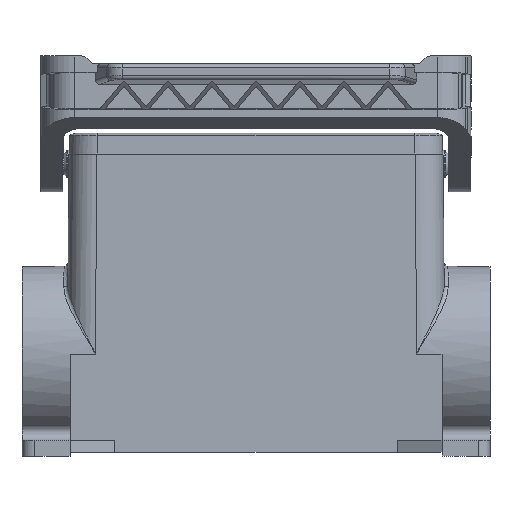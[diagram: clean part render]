
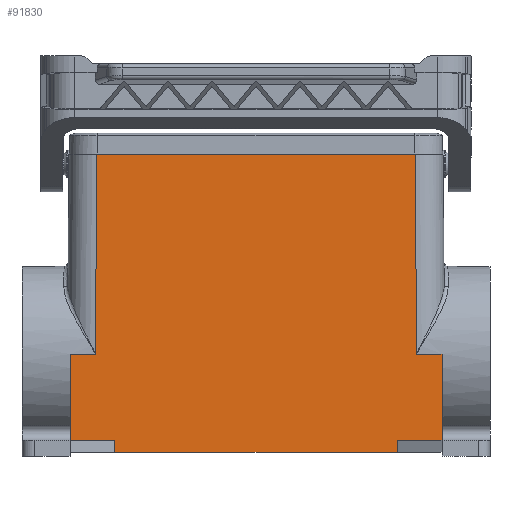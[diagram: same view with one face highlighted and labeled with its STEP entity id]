
A CAD part, front view. The second image highlights one B-rep face of the part: STEP entity #91830.
In plain terms, the highlighted face is planar.
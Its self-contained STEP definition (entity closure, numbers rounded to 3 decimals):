
#21760=CARTESIAN_POINT('',(33.818,61.705,74.5));
#21770=VERTEX_POINT('',#21760);
#21800=CARTESIAN_POINT('',(0.,61.705,74.5));
#21810=DIRECTION('',(-1.,0.,0.));
#21820=VECTOR('',#21810,1.);
#21830=LINE('',#21800,#21820);
#21840=CARTESIAN_POINT('',(113.319,61.705,74.5));
#21850=VERTEX_POINT('',#21840);
#21860=EDGE_CURVE('',#21850,#21770,#21830,.T.);
#22860=CARTESIAN_POINT('',(33.384,62.14,
24.691));
#22870=VERTEX_POINT('',#22860);
#25800=CARTESIAN_POINT('',(33.169,62.355,
0.061));
#25810=DIRECTION('',(0.009,-0.009,
1.));
#25820=VECTOR('',#25810,1.);
#25830=LINE('',#25800,#25820);
#25840=CARTESIAN_POINT('',(33.382,62.141,24.5));
#25850=VERTEX_POINT('',#25840);
#25860=EDGE_CURVE('',#25850,#22870,#25830,.T.);
#43800=EDGE_CURVE('',#22870,#21770,#25830,.T.);
#48570=CARTESIAN_POINT('',(38.067,62.355,0.));
#48580=DIRECTION('',(-0.015,0.009,
-1.));
#48590=VECTOR('',#48580,1.);
#48600=LINE('',#48570,#48590);
#48610=CARTESIAN_POINT('',(38.112,62.329,3.));
#48620=VERTEX_POINT('',#48610);
#48630=CARTESIAN_POINT('',(38.067,62.355,
0.));
#48640=VERTEX_POINT('',#48630);
#48650=EDGE_CURVE('',#48620,#48640,#48600,.T.);
#55390=CARTESIAN_POINT('',(0.,62.141,24.5));
#55400=DIRECTION('',(-1.,-0.,0.));
#55410=VECTOR('',#55400,1.);
#55420=LINE('',#55390,#55410);
#55430=CARTESIAN_POINT('',(27.069,62.141,24.5));
#55440=VERTEX_POINT('',#55430);
#55450=EDGE_CURVE('',#25850,#55440,#55420,.T.);
#55840=CARTESIAN_POINT('',(0.,62.329,3.));
#55850=DIRECTION('',(1.,0.,0.));
#55860=VECTOR('',#55850,1.);
#55870=LINE('',#55840,#55860);
#55880=CARTESIAN_POINT('',(27.069,62.329,3.));
#55890=VERTEX_POINT('',#55880);
#55900=EDGE_CURVE('',#55890,#48620,#55870,.T.);
#58860=CARTESIAN_POINT('',(27.069,62.355,0.));
#58870=DIRECTION('',(-0.,0.009,-1.));
#58880=VECTOR('',#58870,1.);
#58890=LINE('',#58860,#58880);
#58900=EDGE_CURVE('',#55440,#55890,#58890,.T.);
#90820=CARTESIAN_POINT('',(113.755,62.141,24.5));
#90830=VERTEX_POINT('',#90820);
#91080=CARTESIAN_POINT('',(113.754,62.14,
24.691));
#91090=VERTEX_POINT('',#91080);
#91120=CARTESIAN_POINT('',(113.968,62.355,
0.061));
#91130=DIRECTION('',(-0.009,-0.009,
1.));
#91140=VECTOR('',#91130,1.);
#91150=LINE('',#91120,#91140);
#91160=EDGE_CURVE('',#90830,#91090,#91150,.T.);
#91280=CARTESIAN_POINT('',(120.319,62.355,
0.003));
#91290=DIRECTION('',(-0.,-1.,-0.009));
#91300=DIRECTION('',(-1.,0.,0.));
#91310=AXIS2_PLACEMENT_3D('',#91280,#91290,#91300);
#91320=PLANE('',#91310);
#91330=CARTESIAN_POINT('',(0.,62.141,24.5));
#91340=DIRECTION('',(1.,-0.,0.));
#91350=VECTOR('',#91340,1.);
#91360=LINE('',#91330,#91350);
#91370=CARTESIAN_POINT('',(120.069,62.141,24.5));
#91380=VERTEX_POINT('',#91370);
#91390=EDGE_CURVE('',#90830,#91380,#91360,.T.);
#91400=ORIENTED_EDGE('',*,*,#91390,.T.);
#91410=ORIENTED_EDGE('',*,*,#91160,.F.);
#91420=EDGE_CURVE('',#91090,#21850,#91150,.T.);
#91430=ORIENTED_EDGE('',*,*,#91420,.F.);
#91440=ORIENTED_EDGE('',*,*,#21860,.F.);
#91450=ORIENTED_EDGE('',*,*,#43800,.T.);
#91460=ORIENTED_EDGE('',*,*,#25860,.T.);
#91470=ORIENTED_EDGE('',*,*,#55450,.F.);
#91480=ORIENTED_EDGE('',*,*,#58900,.F.);
#91490=ORIENTED_EDGE('',*,*,#55900,.F.);
#91500=ORIENTED_EDGE('',*,*,#48650,.F.);
#91510=CARTESIAN_POINT('',(0.,62.355,0.));
#91520=DIRECTION('',(1.,0.,0.));
#91530=VECTOR('',#91520,1.);
#91540=LINE('',#91510,#91530);
#91550=CARTESIAN_POINT('',(109.07,62.355,
0.));
#91560=VERTEX_POINT('',#91550);
#91570=EDGE_CURVE('',#48640,#91560,#91540,.T.);
#91580=ORIENTED_EDGE('',*,*,#91570,.F.);
#91590=CARTESIAN_POINT('',(109.07,62.355,
0.));
#91600=DIRECTION('',(0.015,0.009,
-1.));
#91610=VECTOR('',#91600,1.);
#91620=LINE('',#91590,#91610);
#91630=CARTESIAN_POINT('',(109.025,62.329,
3.));
#91640=VERTEX_POINT('',#91630);
#91650=EDGE_CURVE('',#91640,#91560,#91620,.T.);
#91660=ORIENTED_EDGE('',*,*,#91650,.T.);
#91670=CARTESIAN_POINT('',(0.,62.329,3.));
#91680=DIRECTION('',(-1.,0.,0.));
#91690=VECTOR('',#91680,1.);
#91700=LINE('',#91670,#91690);
#91710=CARTESIAN_POINT('',(120.069,62.329,3.)
);
#91720=VERTEX_POINT('',#91710);
#91730=EDGE_CURVE('',#91720,#91640,#91700,.T.);
#91740=ORIENTED_EDGE('',*,*,#91730,.T.);
#91750=CARTESIAN_POINT('',(120.069,62.355,0.));
#91760=DIRECTION('',(-0.,0.009,-1.));
#91770=VECTOR('',#91760,1.);
#91780=LINE('',#91750,#91770);
#91790=EDGE_CURVE('',#91380,#91720,#91780,.T.);
#91800=ORIENTED_EDGE('',*,*,#91790,.T.);
#91810=EDGE_LOOP('',(#91800,#91740,#91660,#91580,#91500,#91490,#91480,
#91470,#91460,#91450,#91440,#91430,#91410,#91400));
#91820=FACE_OUTER_BOUND('',#91810,.T.);
#91830=ADVANCED_FACE('',(#91820),#91320,.F.);
